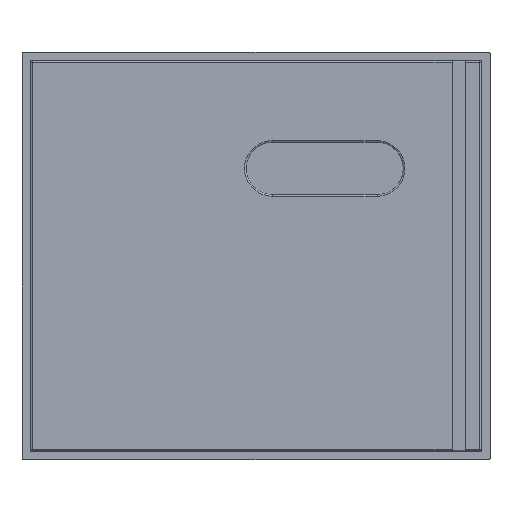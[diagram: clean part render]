
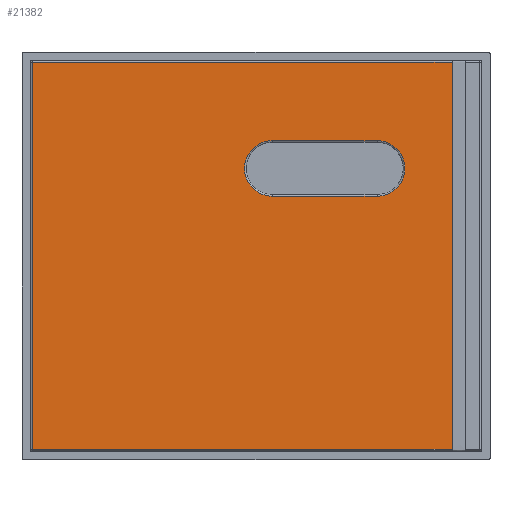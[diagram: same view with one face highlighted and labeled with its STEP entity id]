
A CAD part, top view. The second image highlights one B-rep face of the part: STEP entity #21382.
In plain terms, the highlighted planar face has unit normal (0, 0, 1).
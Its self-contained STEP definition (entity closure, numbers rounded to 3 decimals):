
#1389=FACE_BOUND('',#7931,.T.);
#2870=LINE('',#39219,#4631);
#3084=LINE('',#39929,#4845);
#3086=LINE('',#39934,#4847);
#3097=LINE('',#40001,#4858);
#3099=LINE('',#40009,#4860);
#3146=LINE('',#40319,#4907);
#4631=VECTOR('',#27421,10.);
#4845=VECTOR('',#28079,10.);
#4847=VECTOR('',#28085,10.);
#4858=VECTOR('',#28164,10.);
#4860=VECTOR('',#28176,10.);
#4907=VECTOR('',#28461,10.);
#5377=PLANE('',#23169);
#6573=FACE_OUTER_BOUND('',#7930,.T.);
#7930=EDGE_LOOP('',(#19983,#19984,#19985,#19986));
#7931=EDGE_LOOP('',(#19987,#19988,#19989,#19990));
#8637=CIRCLE('',#23042,8.5);
#8641=CIRCLE('',#23048,8.5);
#10408=VERTEX_POINT('',#39216);
#10409=VERTEX_POINT('',#39218);
#10603=VERTEX_POINT('',#39925);
#10604=VERTEX_POINT('',#39927);
#10616=VERTEX_POINT('',#39992);
#10617=VERTEX_POINT('',#39994);
#10619=VERTEX_POINT('',#40000);
#10620=VERTEX_POINT('',#40005);
#13328=EDGE_CURVE('',#10408,#10409,#2870,.T.);
#13643=EDGE_CURVE('',#10604,#10603,#3084,.T.);
#13646=EDGE_CURVE('',#10603,#10408,#3086,.T.);
#13673=EDGE_CURVE('',#10616,#10617,#8637,.T.);
#13676=EDGE_CURVE('',#10617,#10619,#3097,.T.);
#13679=EDGE_CURVE('',#10619,#10620,#8641,.T.);
#13681=EDGE_CURVE('',#10620,#10616,#3099,.T.);
#13794=EDGE_CURVE('',#10409,#10604,#3146,.T.);
#19983=ORIENTED_EDGE('',*,*,#13328,.F.);
#19984=ORIENTED_EDGE('',*,*,#13646,.F.);
#19985=ORIENTED_EDGE('',*,*,#13643,.F.);
#19986=ORIENTED_EDGE('',*,*,#13794,.F.);
#19987=ORIENTED_EDGE('',*,*,#13681,.F.);
#19988=ORIENTED_EDGE('',*,*,#13679,.F.);
#19989=ORIENTED_EDGE('',*,*,#13676,.F.);
#19990=ORIENTED_EDGE('',*,*,#13673,.F.);
#21382=ADVANCED_FACE('',(#6573,#1389),#5377,.T.);
#23042=AXIS2_PLACEMENT_3D('',#39995,#28156,#28157);
#23048=AXIS2_PLACEMENT_3D('',#40006,#28170,#28171);
#23169=AXIS2_PLACEMENT_3D('',#40318,#28459,#28460);
#27421=DIRECTION('',(0.,-1.,0.));
#28079=DIRECTION('',(0.,1.,0.));
#28085=DIRECTION('',(1.,0.,0.));
#28156=DIRECTION('center_axis',(0.,0.,1.));
#28157=DIRECTION('ref_axis',(1.,0.,0.));
#28164=DIRECTION('',(-1.,0.,0.));
#28170=DIRECTION('center_axis',(0.,0.,1.));
#28171=DIRECTION('ref_axis',(-1.,0.,0.));
#28176=DIRECTION('',(1.,0.,0.));
#28459=DIRECTION('center_axis',(0.,0.,1.));
#28460=DIRECTION('ref_axis',(0.,1.,0.));
#28461=DIRECTION('',(-1.,0.,0.));
#39216=CARTESIAN_POINT('',(114.9,93.5,42.));
#39218=CARTESIAN_POINT('',(114.9,-24.8,42.));
#39219=CARTESIAN_POINT('',(114.9,4.15,42.));
#39925=CARTESIAN_POINT('',(-13.4,93.5,42.));
#39927=CARTESIAN_POINT('',(-13.4,-24.8,42.));
#39929=CARTESIAN_POINT('',(-13.4,4.525,42.));
#39934=CARTESIAN_POINT('',(119.9,93.5,42.));
#39992=CARTESIAN_POINT('',(92.,52.5,42.));
#39994=CARTESIAN_POINT('',(92.,69.5,42.));
#39995=CARTESIAN_POINT('Origin',(92.,61.,42.));
#40000=CARTESIAN_POINT('',(60.,69.5,42.));
#40001=CARTESIAN_POINT('',(105.95,69.5,42.));
#40005=CARTESIAN_POINT('',(60.,52.5,42.));
#40006=CARTESIAN_POINT('Origin',(60.,61.,42.));
#40009=CARTESIAN_POINT('',(89.95,52.5,42.));
#40318=CARTESIAN_POINT('Origin',(119.9,-25.3,42.));
#40319=CARTESIAN_POINT('',(119.9,-24.8,42.));
